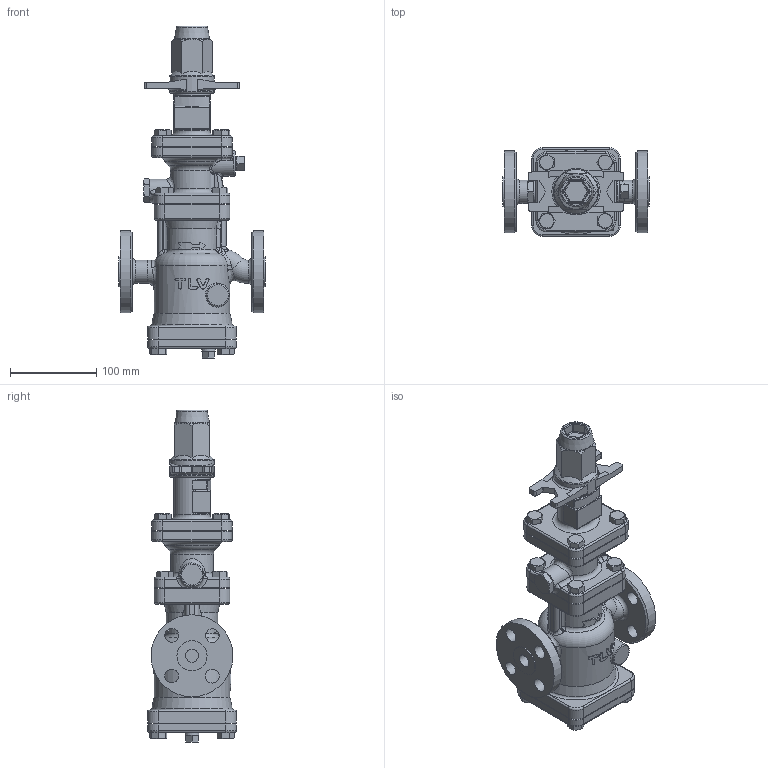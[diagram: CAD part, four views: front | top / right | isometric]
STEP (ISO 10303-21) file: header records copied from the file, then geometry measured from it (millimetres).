
FILE_DESCRIPTION(/* description */ (''),/* implementation_level */ '2;1');
FILE_NAME(/* name */ 'acosr-015-a0300-00.stp',/* time_stamp */ '2017-11-15T08:05:41+09:00',/* author */ ('nakaot'),/* organization */ ('株式会社テイエルブイ'),/* preprocessor_version */ 'ST-DEVELOPER v15.6',/* originating_system */ 'Autodesk Inventor 2015',/* authorisation */ '');
FILE_SCHEMA (('CONFIG_CONTROL_DESIGN'));
Length unit declared in the file: millimetre
Products named in the file (1): acosr-015-a0300-00
Bounding box: 170 x 103 x 385 mm (x, y, z)
Volume: 1910572.8 mm3; surface area: 222856.1 mm2
Topology: 1 solids, 2 shells, 690 faces, 1673 edges, 1010 vertices
Faces by surface type: plane 263, cylinder 182, bspline 103, torus 63, cone 60, sphere 19
Full cylindrical faces by diameter (mm): 10 x16, 12 x8, 13.889 x1, 15 x2, 16 x8, 26 x1, 27 x1, 34.9 x2, 42 x1, 52 x1, 59.17 x1, 60 x1, 70 x1, 88 x1, 95 x2
Entity records: 34796 total; most frequent: CARTESIAN_POINT 20060, ORIENTED_EDGE 3086, DIRECTION 2872, EDGE_CURVE 1543, AXIS2_PLACEMENT_3D 1143, VERTEX_POINT 988, EDGE_LOOP 859, FACE_OUTER_BOUND 689
